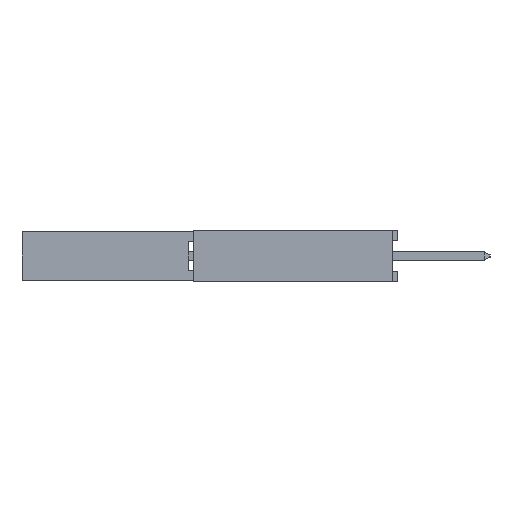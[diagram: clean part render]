
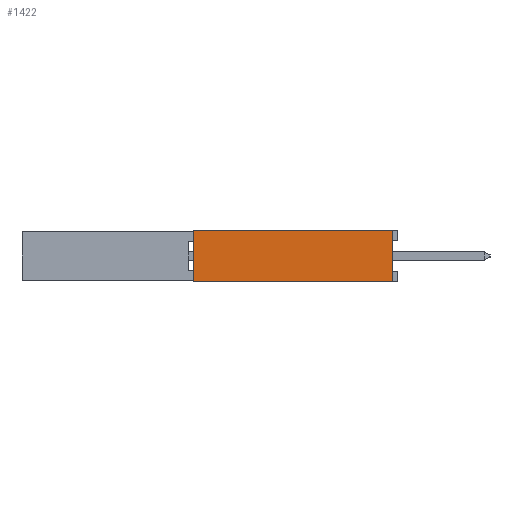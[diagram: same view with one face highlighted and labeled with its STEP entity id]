
A CAD part, left-side view. The second image highlights one B-rep face of the part: STEP entity #1422.
In plain terms, the highlighted planar face has unit normal (-1, 0, 0).
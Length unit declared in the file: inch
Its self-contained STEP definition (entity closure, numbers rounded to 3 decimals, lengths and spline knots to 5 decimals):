
#1422 = ADVANCED_FACE( '', ( #3297 ), #3298, .F. );
#3297 = FACE_OUTER_BOUND( '', #5627, .T. );
#3298 = PLANE( '', #5628 );
#5627 = EDGE_LOOP( '', ( #9805, #9806, #9807, #9808 ) );
#5628 = AXIS2_PLACEMENT_3D( '', #9809, #9810, #9811 );
#9805 = ORIENTED_EDGE( '', *, *, #15771, .T. );
#9806 = ORIENTED_EDGE( '', *, *, #15417, .F. );
#9807 = ORIENTED_EDGE( '', *, *, #15772, .F. );
#9808 = ORIENTED_EDGE( '', *, *, #15773, .T. );
#9809 = CARTESIAN_POINT( '', ( 0., 0.4, -0.05 ) );
#9810 = DIRECTION( '', ( 1., 0., 0. ) );
#9811 = DIRECTION( '', ( 0., 0., -1. ) );
#15417 = EDGE_CURVE( '', #19101, #18923, #19103, .T. );
#15771 = EDGE_CURVE( '', #19634, #18923, #19635, .T. );
#15772 = EDGE_CURVE( '', #19636, #19101, #19637, .T. );
#15773 = EDGE_CURVE( '', #19636, #19634, #19638, .T. );
#18923 = VERTEX_POINT( '', #23983 );
#19101 = VERTEX_POINT( '', #24260 );
#19103 = LINE( '', #24263, #24264 );
#19634 = VERTEX_POINT( '', #25075 );
#19635 = LINE( '', #25076, #25077 );
#19636 = VERTEX_POINT( '', #25078 );
#19637 = LINE( '', #25079, #25080 );
#19638 = LINE( '', #25081, #25082 );
#23983 = CARTESIAN_POINT( '', ( 0., 0.01, 0.05 ) );
#24260 = CARTESIAN_POINT( '', ( 0., 0.4, 0.05 ) );
#24263 = CARTESIAN_POINT( '', ( 0., 0.4, 0.05 ) );
#24264 = VECTOR( '', #28410, 39.37008 );
#25075 = CARTESIAN_POINT( '', ( 0., 0.01, -0.05 ) );
#25076 = CARTESIAN_POINT( '', ( 0., 0.01, -0.05 ) );
#25077 = VECTOR( '', #28691, 39.37008 );
#25078 = CARTESIAN_POINT( '', ( 0., 0.4, -0.05 ) );
#25079 = CARTESIAN_POINT( '', ( 0., 0.4, -0.05 ) );
#25080 = VECTOR( '', #28692, 39.37008 );
#25081 = CARTESIAN_POINT( '', ( 0., 0.4, -0.05 ) );
#25082 = VECTOR( '', #28693, 39.37008 );
#28410 = DIRECTION( '', ( 0., -1., 0. ) );
#28691 = DIRECTION( '', ( 0., 0., 1. ) );
#28692 = DIRECTION( '', ( 0., 0., 1. ) );
#28693 = DIRECTION( '', ( 0., -1., 0. ) );
